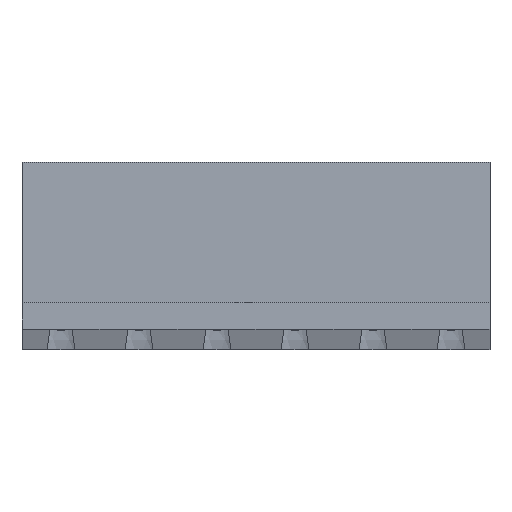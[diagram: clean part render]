
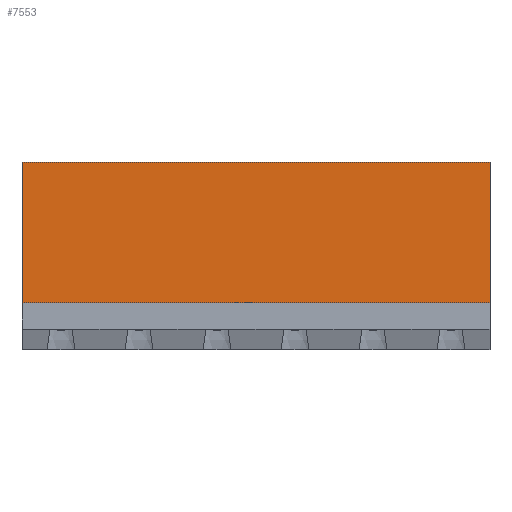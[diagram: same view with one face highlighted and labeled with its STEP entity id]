
A CAD part, top view. The second image highlights one B-rep face of the part: STEP entity #7553.
In plain terms, the highlighted planar face has unit normal (0, 0, 1).
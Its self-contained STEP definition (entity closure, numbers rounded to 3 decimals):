
#24=DIRECTION('',(0.,1.,0.));
#25=VECTOR('',#24,9.);
#26=CARTESIAN_POINT('',(0.,3.,3.9));
#27=LINE('',#26,#25);
#250=DIRECTION('',(0.,1.,0.));
#251=VECTOR('',#250,9.);
#252=CARTESIAN_POINT('',(30.,3.,3.9));
#253=LINE('',#252,#251);
#941=DIRECTION('',(1.,0.,0.));
#942=VECTOR('',#941,30.);
#943=CARTESIAN_POINT('',(0.,12.,3.9));
#944=LINE('',#943,#942);
#945=DIRECTION('',(-1.,0.,0.));
#946=VECTOR('',#945,30.);
#947=CARTESIAN_POINT('',(30.,3.,3.9));
#948=LINE('',#947,#946);
#5202=CARTESIAN_POINT('',(0.,12.,3.9));
#5203=VERTEX_POINT('',#5202);
#5214=CARTESIAN_POINT('',(0.,3.,3.9));
#5215=VERTEX_POINT('',#5214);
#6164=CARTESIAN_POINT('',(30.,12.,3.9));
#6165=VERTEX_POINT('',#6164);
#6176=CARTESIAN_POINT('',(30.,3.,3.9));
#6177=VERTEX_POINT('',#6176);
#7541=CARTESIAN_POINT('',(20.,3.,3.9));
#7542=DIRECTION('',(0.,0.,-1.));
#7543=DIRECTION('',(0.,1.,0.));
#7544=AXIS2_PLACEMENT_3D('',#7541,#7542,#7543);
#7545=PLANE('',#7544);
#7547=ORIENTED_EDGE('',*,*,#7546,.T.);
#7548=ORIENTED_EDGE('',*,*,#6712,.F.);
#7549=ORIENTED_EDGE('',*,*,#7533,.T.);
#7550=ORIENTED_EDGE('',*,*,#6435,.T.);
#7551=EDGE_LOOP('',(#7547,#7548,#7549,#7550));
#7552=FACE_OUTER_BOUND('',#7551,.F.);
#7553=ADVANCED_FACE('',(#7552),#7545,.F.);
#6435=EDGE_CURVE('',#5215,#5203,#27,.T.);
#6712=EDGE_CURVE('',#6177,#6165,#253,.T.);
#7533=EDGE_CURVE('',#6177,#5215,#948,.T.);
#7546=EDGE_CURVE('',#5203,#6165,#944,.T.);
